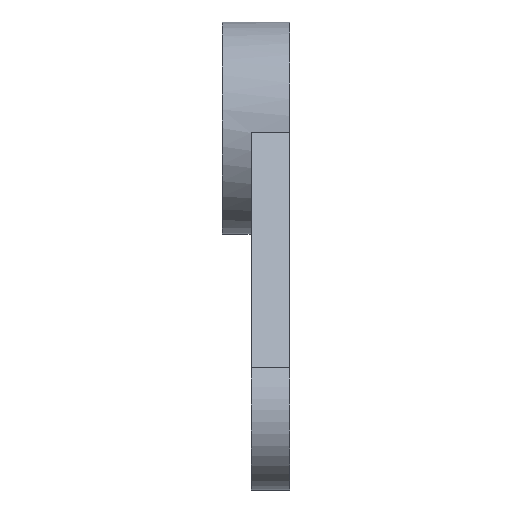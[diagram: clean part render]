
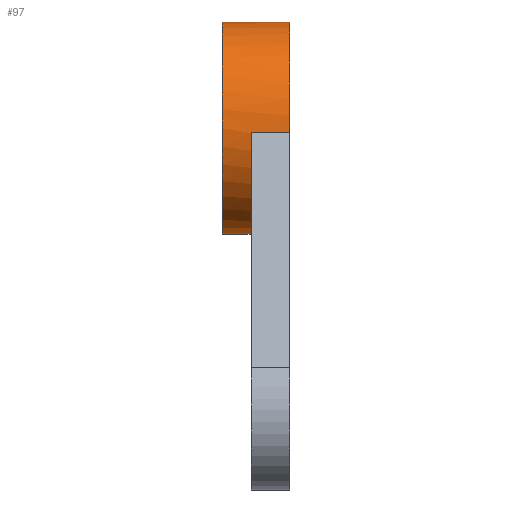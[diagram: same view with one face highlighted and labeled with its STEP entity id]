
A CAD part, left-side view. The second image highlights one B-rep face of the part: STEP entity #97.
In plain terms, the highlighted cylindrical face has radius 4.661 mm (diameter 9.322 mm), a partial arc.
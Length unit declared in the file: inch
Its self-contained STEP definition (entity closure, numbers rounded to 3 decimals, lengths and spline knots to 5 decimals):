
#1 = AXIS2_PLACEMENT_3D ( 'NONE', #862, #432, #941 ) ;
#55 = ORIENTED_EDGE ( 'NONE', *, *, #79, .T. ) ;
#79 = EDGE_CURVE ( 'NONE', #804, #379, #801, .T. ) ;
#82 = AXIS2_PLACEMENT_3D ( 'NONE', #816, #386, #901 ) ;
#97 = ADVANCED_FACE ( 'NONE', ( #592 ), #962, .T. ) ;
#116 = VECTOR ( 'NONE', #418, 39.37008 ) ;
#171 = EDGE_CURVE ( 'NONE', #716, #371, #678, .T. ) ;
#191 = EDGE_CURVE ( 'NONE', #834, #804, #499, .T. ) ;
#206 = DIRECTION ( 'NONE',  ( 0., 1., 0. ) ) ;
#218 = EDGE_CURVE ( 'NONE', #716, #516, #842, .T. ) ;
#259 = CARTESIAN_POINT ( 'NONE',  ( 0., 0.117, -0.1835 ) ) ;
#266 = CARTESIAN_POINT ( 'NONE',  ( -0.18331, 0.067, -0.0083 ) ) ;
#314 = DIRECTION ( 'NONE',  ( 0., -1., 0. ) ) ;
#334 = EDGE_CURVE ( 'NONE', #371, #379, #718, .T. ) ;
#371 = VERTEX_POINT ( 'NONE', #515 ) ;
#379 = VERTEX_POINT ( 'NONE', #938 ) ;
#381 = DIRECTION ( 'NONE',  ( 0., 0., -1. ) ) ;
#382 = EDGE_CURVE ( 'NONE', #516, #834, #497, .T. ) ;
#386 = DIRECTION ( 'NONE',  ( 0., 1., 0. ) ) ;
#391 = CARTESIAN_POINT ( 'NONE',  ( 0., 0.067, -0.1835 ) ) ;
#418 = DIRECTION ( 'NONE',  ( 0., -1., 0. ) ) ;
#432 = DIRECTION ( 'NONE',  ( 0., 1., 0. ) ) ;
#465 = CARTESIAN_POINT ( 'NONE',  ( 0., 0.067, 0. ) ) ;
#497 = CIRCLE ( 'NONE', #1, 0.1835 ) ;
#499 = LINE ( 'NONE', #603, #651 ) ;
#515 = CARTESIAN_POINT ( 'NONE',  ( 0., 0.117, 0.1835 ) ) ;
#516 = VERTEX_POINT ( 'NONE', #542 ) ;
#542 = CARTESIAN_POINT ( 'NONE',  ( 0., 0.067, -0.1835 ) ) ;
#572 = CARTESIAN_POINT ( 'NONE',  ( 0., 0.067, 0.1835 ) ) ;
#592 = FACE_OUTER_BOUND ( 'NONE', #614, .T. ) ;
#598 = ORIENTED_EDGE ( 'NONE', *, *, #218, .T. ) ;
#603 = CARTESIAN_POINT ( 'NONE',  ( -0.18331, 0.067, -0.0083 ) ) ;
#614 = EDGE_LOOP ( 'NONE', ( #682, #763, #598, #806, #636, #55 ) ) ;
#628 = VECTOR ( 'NONE', #754, 39.37008 ) ;
#636 = ORIENTED_EDGE ( 'NONE', *, *, #191, .T. ) ;
#651 = VECTOR ( 'NONE', #314, 39.37008 ) ;
#668 = CARTESIAN_POINT ( 'NONE',  ( 0., 0., 0. ) ) ;
#678 = CIRCLE ( 'NONE', #82, 0.1835 ) ;
#682 = ORIENTED_EDGE ( 'NONE', *, *, #334, .F. ) ;
#693 = AXIS2_PLACEMENT_3D ( 'NONE', #668, #206, #742 ) ;
#716 = VERTEX_POINT ( 'NONE', #259 ) ;
#718 = LINE ( 'NONE', #572, #116 ) ;
#742 = DIRECTION ( 'NONE',  ( 0., 0., 1. ) ) ;
#754 = DIRECTION ( 'NONE',  ( 0., -1., 0. ) ) ;
#763 = ORIENTED_EDGE ( 'NONE', *, *, #171, .F. ) ;
#784 = CARTESIAN_POINT ( 'NONE',  ( -0.18331, 0., -0.0083 ) ) ;
#801 = CIRCLE ( 'NONE', #693, 0.1835 ) ;
#804 = VERTEX_POINT ( 'NONE', #784 ) ;
#806 = ORIENTED_EDGE ( 'NONE', *, *, #382, .T. ) ;
#816 = CARTESIAN_POINT ( 'NONE',  ( 0., 0.117, 0. ) ) ;
#834 = VERTEX_POINT ( 'NONE', #266 ) ;
#836 = AXIS2_PLACEMENT_3D ( 'NONE', #465, #888, #381 ) ;
#842 = LINE ( 'NONE', #391, #628 ) ;
#862 = CARTESIAN_POINT ( 'NONE',  ( 0., 0.067, 0. ) ) ;
#888 = DIRECTION ( 'NONE',  ( 0., -1., 0. ) ) ;
#901 = DIRECTION ( 'NONE',  ( 0., 0., 1. ) ) ;
#938 = CARTESIAN_POINT ( 'NONE',  ( 0., 0., 0.1835 ) ) ;
#941 = DIRECTION ( 'NONE',  ( 0., 0., 1. ) ) ;
#962 = CYLINDRICAL_SURFACE ( 'NONE', #836, 0.1835 ) ;
